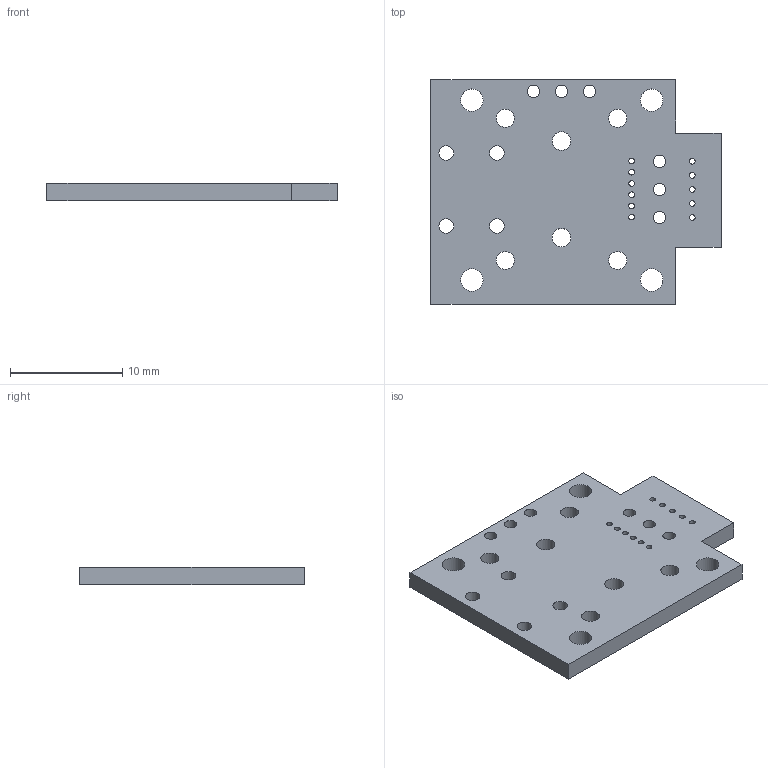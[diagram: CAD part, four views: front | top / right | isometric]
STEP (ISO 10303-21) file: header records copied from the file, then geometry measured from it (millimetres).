
FILE_DESCRIPTION(('KiCad electronic assembly'),'2;1');
FILE_NAME('TM_Warthog_Open_Analog_Slew.step','2022-01-09T02:22:09',( 'Pcbnew'),('Kicad'),'Open CASCADE STEP processor 7.5', 'KiCad to STEP converter','Unknown');
FILE_SCHEMA(('AUTOMOTIVE_DESIGN { 1 0 10303 214 1 1 1 1 }'));
Length unit declared in the file: millimetre
Products named in the file (3): TM_Warthog_Open_Analog_Slew 1; TM_Warthog_Open_Analog_Slew PCB; TM_Warthog_Open_Analog_Slew 2
Assembly tree (1 placements, depth 2):
  TM_Warthog_Open_Analog_Slew 1
    TM_Warthog_Open_Analog_Slew PCB
  TM_Warthog_Open_Analog_Slew 2
Bounding box: 25.82 x 20 x 1.6 mm (x, y, z)
Volume: 701.8 mm3; surface area: 1199.9 mm2
Topology: 1 solids, 1 shells, 41 faces, 117 edges, 78 vertices
Faces by surface type: cylinder 31, plane 10
Full cylindrical faces by diameter (mm): 0.5 x11, 1.1 x6, 1.3 x4, 1.6 x4, 1.65 x2, 2 x4
Entity records: 3261 total; most frequent: CARTESIAN_POINT 844, DIRECTION 437, ORIENTED_EDGE 234, PCURVE 234, DEFINITIONAL_REPRESENTATION 234, LINE 227, VECTOR 227, EDGE_CURVE 117
